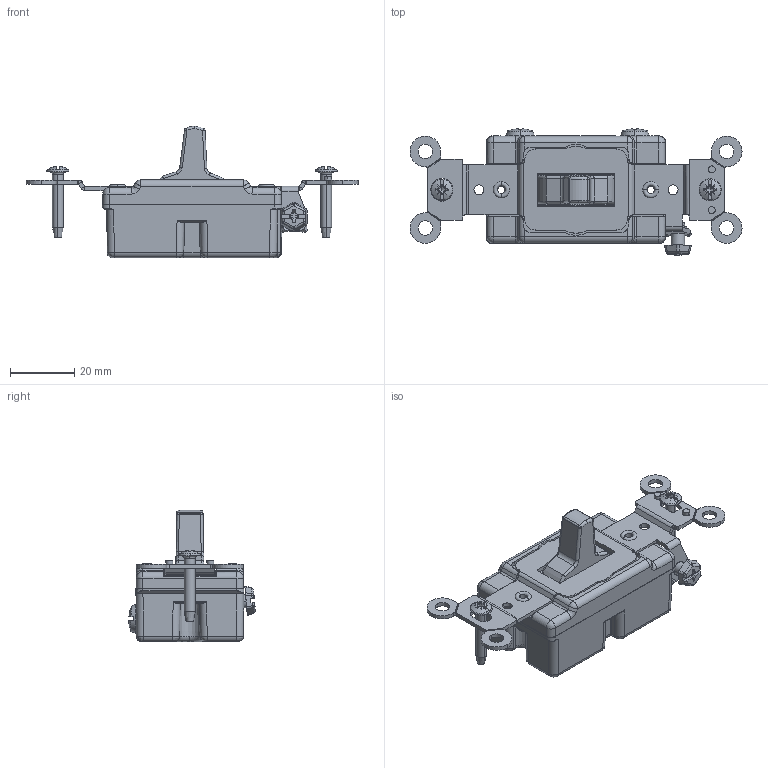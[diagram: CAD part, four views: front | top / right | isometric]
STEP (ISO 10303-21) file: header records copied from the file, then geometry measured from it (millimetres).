
FILE_DESCRIPTION (( 'STEP AP214' ), '1' );
FILE_NAME ('CATSTD-0CSB1-020-M01.STEP', '2021-05-14T17:56:54', ( '' ), ( '' ), 'SwSTEP 2.0', 'SolidWorks 2020', '' );
FILE_SCHEMA (( 'AUTOMOTIVE_DESIGN' ));
Length unit declared in the file: inch
Products named in the file (1): CATSTD-0CSB1-020-M01
Bounding box: 103.17 x 39.19 x 40.82 mm (x, y, z)
Surface area: 15524.7 mm2 (no closed solid volume)
Topology: 0 solids, 24 shells, 953 faces, 3267 edges, 2272 vertices
Faces by surface type: plane 369, cylinder 355, bspline 90, cone 60, torus 46, sphere 33
Entity records: 51848 total; most frequent: CARTESIAN_POINT 14095, ORIENTED_EDGE 5324, DIRECTION 4767, EDGE_CURVE 3244, VERTEX_POINT 2272, AXIS2_PLACEMENT_3D 1625, LINE 1517, VECTOR 1517
